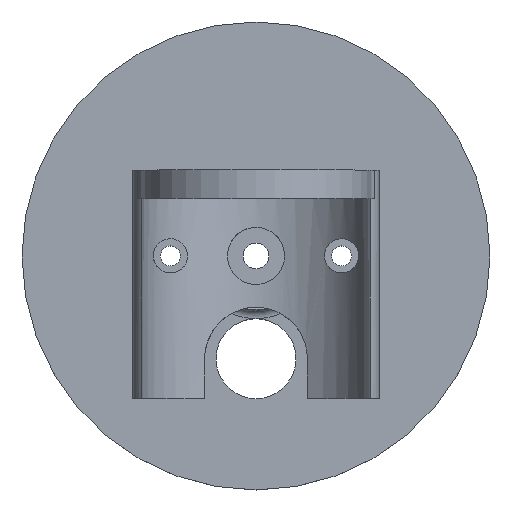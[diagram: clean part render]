
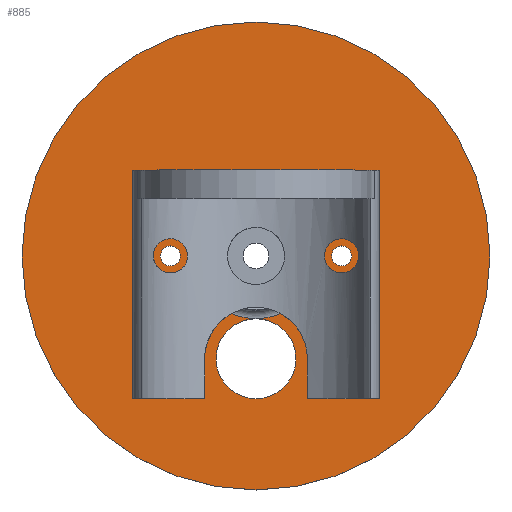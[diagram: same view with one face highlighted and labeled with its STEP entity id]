
A CAD part, top view. The second image highlights one B-rep face of the part: STEP entity #885.
In plain terms, the highlighted planar face has unit normal (0, 0, 1).
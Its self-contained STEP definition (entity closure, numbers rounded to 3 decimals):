
#1 = CARTESIAN_POINT ( 'NONE',  ( 41., -10., -28. ) ) ;
#13 = VERTEX_POINT ( 'NONE', #824 ) ;
#15 = CARTESIAN_POINT ( 'NONE',  ( 0., -21., -28. ) ) ;
#36 = DIRECTION ( 'NONE',  ( 0., 0., -1. ) ) ;
#46 = DIRECTION ( 'NONE',  ( 0., 0., -1. ) ) ;
#145 = AXIS2_PLACEMENT_3D ( 'NONE', #2308, #1788, #2985 ) ;
#179 = EDGE_CURVE ( 'NONE', #960, #2253, #2968, .T. ) ;
#207 = VERTEX_POINT ( 'NONE', #470 ) ;
#216 = VERTEX_POINT ( 'NONE', #1 ) ;
#228 = CARTESIAN_POINT ( 'NONE',  ( 0., -10., -28. ) ) ;
#229 = DIRECTION ( 'NONE',  ( -1., 0., 0. ) ) ;
#241 = FACE_OUTER_BOUND ( 'NONE', #640, .T. ) ;
#274 = DIRECTION ( 'NONE',  ( -1., 0., 0. ) ) ;
#345 = ORIENTED_EDGE ( 'NONE', *, *, #373, .F. ) ;
#373 = EDGE_CURVE ( 'NONE', #216, #13, #2586, .T. ) ;
#393 = AXIS2_PLACEMENT_3D ( 'NONE', #3007, #609, #1032 ) ;
#411 = AXIS2_PLACEMENT_3D ( 'NONE', #1585, #1330, #2061 ) ;
#436 = CARTESIAN_POINT ( 'NONE',  ( 7., -28., -28. ) ) ;
#470 = CARTESIAN_POINT ( 'NONE',  ( -16.75, -10., -28. ) ) ;
#499 = DIRECTION ( 'NONE',  ( -1., 0., 0. ) ) ;
#559 = VERTEX_POINT ( 'NONE', #3133 ) ;
#609 = DIRECTION ( 'NONE',  ( 0., 0., 1. ) ) ;
#615 = CARTESIAN_POINT ( 'NONE',  ( 16.75, -10., -28. ) ) ;
#640 = EDGE_LOOP ( 'NONE', ( #2748, #345 ) ) ;
#672 = CARTESIAN_POINT ( 'NONE',  ( -13.25, -10., -28. ) ) ;
#698 = CARTESIAN_POINT ( 'NONE',  ( 0., -10., -28. ) ) ;
#718 = EDGE_LOOP ( 'NONE', ( #2136, #1596 ) ) ;
#736 = ORIENTED_EDGE ( 'NONE', *, *, #2509, .T. ) ;
#745 = EDGE_CURVE ( 'NONE', #207, #1433, #1382, .T. ) ;
#815 = CARTESIAN_POINT ( 'NONE',  ( 0., -10., -28. ) ) ;
#818 = ORIENTED_EDGE ( 'NONE', *, *, #179, .T. ) ;
#824 = CARTESIAN_POINT ( 'NONE',  ( -41., -10., -28. ) ) ;
#878 = ORIENTED_EDGE ( 'NONE', *, *, #2768, .T. ) ;
#884 = CIRCLE ( 'NONE', #1177, 7. ) ;
#885 = ADVANCED_FACE ( 'NONE', ( #1938, #241, #1900, #2659 ), #2409, .F. ) ;
#898 = CIRCLE ( 'NONE', #2994, 1.75 ) ;
#921 = DIRECTION ( 'NONE',  ( 0., 0., -1. ) ) ;
#960 = VERTEX_POINT ( 'NONE', #15 ) ;
#997 = DIRECTION ( 'NONE',  ( -1., 0., 0. ) ) ;
#1032 = DIRECTION ( 'NONE',  ( 1., 0., 0. ) ) ;
#1059 = ORIENTED_EDGE ( 'NONE', *, *, #1811, .T. ) ;
#1126 = ORIENTED_EDGE ( 'NONE', *, *, #2757, .T. ) ;
#1177 = AXIS2_PLACEMENT_3D ( 'NONE', #1700, #36, #997 ) ;
#1188 = DIRECTION ( 'NONE',  ( 0., 0., -1. ) ) ;
#1189 = CARTESIAN_POINT ( 'NONE',  ( 11., -10., -28. ) ) ;
#1319 = AXIS2_PLACEMENT_3D ( 'NONE', #1416, #2384, #229 ) ;
#1323 = AXIS2_PLACEMENT_3D ( 'NONE', #2017, #2981, #2999 ) ;
#1330 = DIRECTION ( 'NONE',  ( 0., 0., -1. ) ) ;
#1341 = DIRECTION ( 'NONE',  ( -1., 0., 0. ) ) ;
#1345 = EDGE_CURVE ( 'NONE', #2567, #2665, #3023, .T. ) ;
#1357 = DIRECTION ( 'NONE',  ( 0., 0., 1. ) ) ;
#1382 = CIRCLE ( 'NONE', #2946, 1.75 ) ;
#1416 = CARTESIAN_POINT ( 'NONE',  ( 0., -10., -28. ) ) ;
#1433 = VERTEX_POINT ( 'NONE', #672 ) ;
#1448 = VERTEX_POINT ( 'NONE', #436 ) ;
#1453 = CIRCLE ( 'NONE', #145, 1.75 ) ;
#1576 = EDGE_CURVE ( 'NONE', #2665, #2567, #898, .T. ) ;
#1585 = CARTESIAN_POINT ( 'NONE',  ( 0., -28., -28. ) ) ;
#1596 = ORIENTED_EDGE ( 'NONE', *, *, #745, .T. ) ;
#1604 = AXIS2_PLACEMENT_3D ( 'NONE', #228, #1188, #1652 ) ;
#1627 = EDGE_LOOP ( 'NONE', ( #2351, #1970 ) ) ;
#1652 = DIRECTION ( 'NONE',  ( -1., 0., 0. ) ) ;
#1700 = CARTESIAN_POINT ( 'NONE',  ( 0., -28., -28. ) ) ;
#1722 = AXIS2_PLACEMENT_3D ( 'NONE', #2157, #1924, #2413 ) ;
#1776 = AXIS2_PLACEMENT_3D ( 'NONE', #815, #2720, #2755 ) ;
#1788 = DIRECTION ( 'NONE',  ( 0., 0., -1. ) ) ;
#1803 = CARTESIAN_POINT ( 'NONE',  ( -11., -10., -28. ) ) ;
#1811 = EDGE_CURVE ( 'NONE', #960, #1448, #884, .T. ) ;
#1839 = DIRECTION ( 'NONE',  ( 0., 0., -1. ) ) ;
#1884 = CIRCLE ( 'NONE', #1323, 7. ) ;
#1900 = FACE_BOUND ( 'NONE', #1627, .T. ) ;
#1924 = DIRECTION ( 'NONE',  ( 0., 0., -1. ) ) ;
#1930 = AXIS2_PLACEMENT_3D ( 'NONE', #2494, #46, #274 ) ;
#1938 = FACE_BOUND ( 'NONE', #2656, .T. ) ;
#1970 = ORIENTED_EDGE ( 'NONE', *, *, #1576, .F. ) ;
#2017 = CARTESIAN_POINT ( 'NONE',  ( 0., -28., -28. ) ) ;
#2030 = CIRCLE ( 'NONE', #411, 7. ) ;
#2061 = DIRECTION ( 'NONE',  ( -1., 0., 0. ) ) ;
#2136 = ORIENTED_EDGE ( 'NONE', *, *, #2222, .T. ) ;
#2157 = CARTESIAN_POINT ( 'NONE',  ( 0., -10., -28. ) ) ;
#2222 = EDGE_CURVE ( 'NONE', #1433, #207, #1453, .T. ) ;
#2253 = VERTEX_POINT ( 'NONE', #1803 ) ;
#2308 = CARTESIAN_POINT ( 'NONE',  ( -15., -10., -28. ) ) ;
#2351 = ORIENTED_EDGE ( 'NONE', *, *, #1345, .F. ) ;
#2384 = DIRECTION ( 'NONE',  ( 0., 0., -1. ) ) ;
#2409 = PLANE ( 'NONE',  #2795 ) ;
#2413 = DIRECTION ( 'NONE',  ( -1., 0., 0. ) ) ;
#2415 = EDGE_CURVE ( 'NONE', #13, #216, #2785, .T. ) ;
#2494 = CARTESIAN_POINT ( 'NONE',  ( 0., -10., -28. ) ) ;
#2509 = EDGE_CURVE ( 'NONE', #1448, #559, #2030, .T. ) ;
#2567 = VERTEX_POINT ( 'NONE', #615 ) ;
#2579 = DIRECTION ( 'NONE',  ( 1., 0., 0. ) ) ;
#2586 = CIRCLE ( 'NONE', #1776, 41. ) ;
#2592 = CARTESIAN_POINT ( 'NONE',  ( 15., -10., -28. ) ) ;
#2656 = EDGE_LOOP ( 'NONE', ( #1059, #736, #2679, #818, #878, #1126 ) ) ;
#2659 = FACE_BOUND ( 'NONE', #718, .T. ) ;
#2665 = VERTEX_POINT ( 'NONE', #3129 ) ;
#2679 = ORIENTED_EDGE ( 'NONE', *, *, #2840, .T. ) ;
#2684 = CIRCLE ( 'NONE', #1319, 11. ) ;
#2720 = DIRECTION ( 'NONE',  ( 0., 0., -1. ) ) ;
#2748 = ORIENTED_EDGE ( 'NONE', *, *, #2415, .F. ) ;
#2755 = DIRECTION ( 'NONE',  ( -1., 0., 0. ) ) ;
#2757 = EDGE_CURVE ( 'NONE', #2759, #960, #2684, .T. ) ;
#2759 = VERTEX_POINT ( 'NONE', #1189 ) ;
#2768 = EDGE_CURVE ( 'NONE', #2253, #2759, #3091, .T. ) ;
#2785 = CIRCLE ( 'NONE', #1930, 41. ) ;
#2795 = AXIS2_PLACEMENT_3D ( 'NONE', #698, #921, #499 ) ;
#2840 = EDGE_CURVE ( 'NONE', #559, #960, #1884, .T. ) ;
#2946 = AXIS2_PLACEMENT_3D ( 'NONE', #3009, #1839, #1341 ) ;
#2968 = CIRCLE ( 'NONE', #1604, 11. ) ;
#2981 = DIRECTION ( 'NONE',  ( 0., 0., -1. ) ) ;
#2985 = DIRECTION ( 'NONE',  ( -1., 0., 0. ) ) ;
#2994 = AXIS2_PLACEMENT_3D ( 'NONE', #2592, #1357, #2579 ) ;
#2999 = DIRECTION ( 'NONE',  ( -1., 0., 0. ) ) ;
#3007 = CARTESIAN_POINT ( 'NONE',  ( 15., -10., -28. ) ) ;
#3009 = CARTESIAN_POINT ( 'NONE',  ( -15., -10., -28. ) ) ;
#3023 = CIRCLE ( 'NONE', #393, 1.75 ) ;
#3091 = CIRCLE ( 'NONE', #1722, 11. ) ;
#3129 = CARTESIAN_POINT ( 'NONE',  ( 13.25, -10., -28. ) ) ;
#3133 = CARTESIAN_POINT ( 'NONE',  ( -7., -28., -28. ) ) ;
